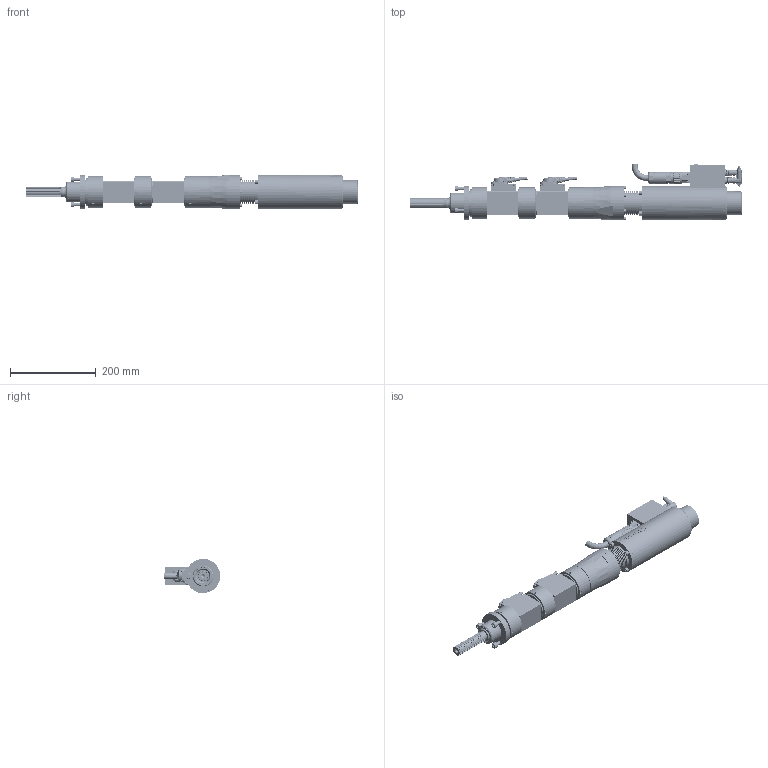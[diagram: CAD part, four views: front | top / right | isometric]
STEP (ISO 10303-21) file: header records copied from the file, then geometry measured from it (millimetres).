
FILE_DESCRIPTION(/* description */ (''),/* implementation_level */ '2;1');
FILE_NAME(/* name */ '3BD300T2S-A_IAM_001.iam.step',/* time_stamp */ '2021-07-22T14:01:36+02:00',/* author */ ('cideon'),/* organization */ (''),/* preprocessor_version */ 'ST-DEVELOPER v17.2',/* originating_system */ 'Autodesk Inventor 2019',/* authorisation */ '');
FILE_SCHEMA (('AUTOMOTIVE_DESIGN { 1 0 10303 214 3 1 1 }'));
Products named in the file (1): Bauteil14
Bounding box: 775 x 131.75 x 80.2 mm (x, y, z)
Volume: 2434275.6 mm3; surface area: 504134.7 mm2
Topology: 4 solids, 4 shells, 6918 faces, 19698 edges, 12968 vertices
Faces by surface type: plane 3934, cylinder 1746, cone 500, torus 368, bspline 351, sphere 19
Full cylindrical faces by diameter (mm): 0.434 x4, 0.6 x32, 0.8 x2, 1.5 x6, 1.6 x2, 1.83 x4, 1.9 x6, 2.1 x4, 2.5 x4, 3 x8, 3.2 x4, 3.3 x8, 4 x8, 4.02 x4, 4.5 x6, 5 x11, 5.1 x1, 5.5 x12, 5.9 x2, 6 x23, 6.3 x2, 6.4 x4, 6.6 x4, 7 x6, 7.3 x2, 7.9 x6, 8 x4, 8.7 x2, 9 x2, 10 x7
Entity records: 289453 total; most frequent: CARTESIAN_POINT 103096, ORIENTED_EDGE 39356, DIRECTION 37604, EDGE_CURVE 19678, AXIS2_PLACEMENT_3D 14031, VERTEX_POINT 12968, LINE 9542, VECTOR 9542
